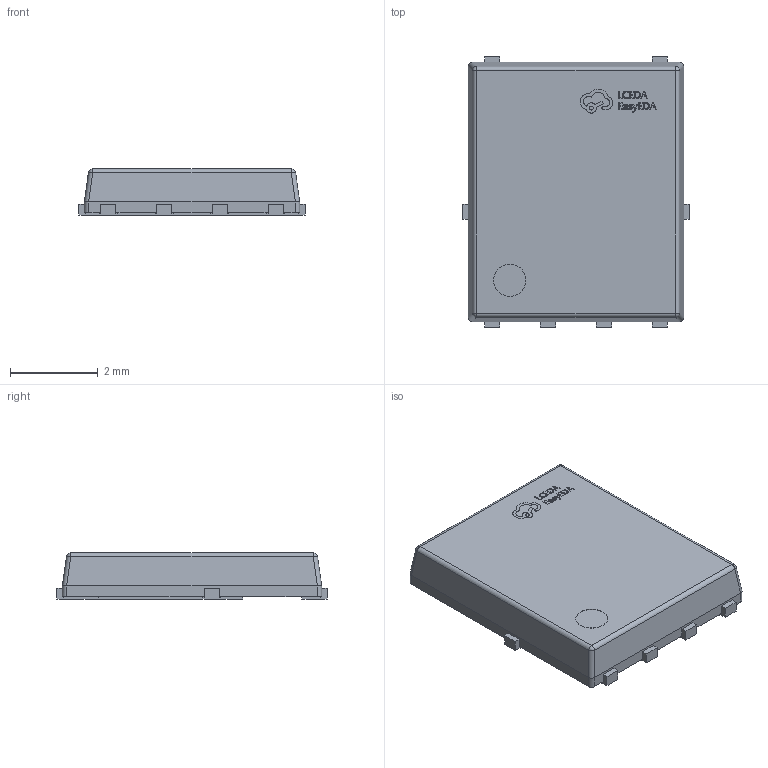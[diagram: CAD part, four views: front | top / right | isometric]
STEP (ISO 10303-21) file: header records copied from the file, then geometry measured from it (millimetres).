
FILE_DESCRIPTION (( 'STEP AP214' ), '1' );
FILE_NAME ('DFN-5_L6.1-W5.1-H1.0-P1.27.step', '2022-09-08T11:08:12', ( '' ), ( '' ), 'SwSTEP 2.0', 'SolidWorks 2020', '' );
FILE_SCHEMA (( 'AUTOMOTIVE_DESIGN' ));
Length unit declared in the file: millimetre
Products named in the file (1): DFN-5_L6.1-W5.1-H1.0-P1.27
Bounding box: 5.15 x 6.15 x 1.05 mm (x, y, z)
Volume: 28.9 mm3; surface area: 78.8 mm2
Topology: 1 solids, 1 shells, 337 faces, 933 edges, 618 vertices
Faces by surface type: plane 221, bspline 98, cylinder 14, sphere 4
Entity records: 14884 total; most frequent: CARTESIAN_POINT 3231, ORIENTED_EDGE 1866, DIRECTION 1221, EDGE_CURVE 933, VECTOR 701, LINE 701, VERTEX_POINT 618, EDGE_LOOP 357
